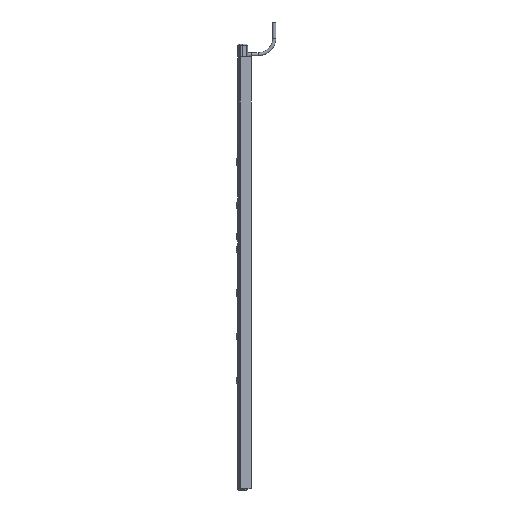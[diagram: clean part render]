
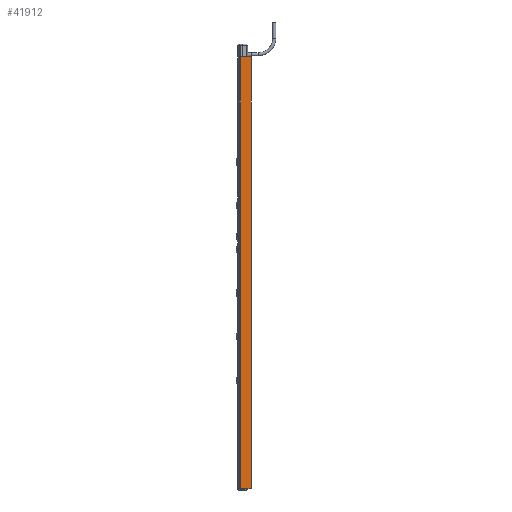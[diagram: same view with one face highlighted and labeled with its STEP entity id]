
A CAD part, left-side view. The second image highlights one B-rep face of the part: STEP entity #41912.
In plain terms, the highlighted planar face has unit normal (-1, 0, 0).
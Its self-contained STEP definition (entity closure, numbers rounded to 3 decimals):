
#1091=DIRECTION('',(0.,-1.,0.));
#1092=VECTOR('',#1091,13.223);
#1093=CARTESIAN_POINT('',(-6.,4.973,-269.45));
#1094=LINE('',#1093,#1092);
#1208=DIRECTION('',(0.,0.,-1.));
#1209=VECTOR('',#1208,534.45);
#1210=CARTESIAN_POINT('',(-6.,4.973,265.));
#1211=LINE('',#1210,#1209);
#30368=DIRECTION('',(0.,-1.,0.));
#30369=VECTOR('',#30368,13.223);
#30370=CARTESIAN_POINT('',(-6.,4.973,265.));
#30371=LINE('',#30370,#30369);
#30535=DIRECTION('',(0.,0.,1.));
#30536=VECTOR('',#30535,534.45);
#30537=CARTESIAN_POINT('',(-6.,-8.25,-269.45));
#30538=LINE('',#30537,#30536);
#38680=CARTESIAN_POINT('',(-6.,-8.25,-269.45));
#38681=CARTESIAN_POINT('',(-6.,-8.25,265.));
#38682=VERTEX_POINT('',#38680);
#38683=VERTEX_POINT('',#38681);
#38720=CARTESIAN_POINT('',(-6.,4.973,-269.45));
#38721=VERTEX_POINT('',#38720);
#38724=CARTESIAN_POINT('',(-6.,4.973,265.));
#38725=VERTEX_POINT('',#38724);
#41898=CARTESIAN_POINT('',(-6.,5.317,-269.45));
#41899=DIRECTION('',(-1.,0.,0.));
#41900=DIRECTION('',(0.,-1.,0.));
#41901=AXIS2_PLACEMENT_3D('',#41898,#41899,#41900);
#41902=PLANE('',#41901);
#41903=ORIENTED_EDGE('',*,*,#41792,.F.);
#41905=ORIENTED_EDGE('',*,*,#41904,.F.);
#41907=ORIENTED_EDGE('',*,*,#41906,.T.);
#41909=ORIENTED_EDGE('',*,*,#41908,.F.);
#41910=EDGE_LOOP('',(#41903,#41905,#41907,#41909));
#41911=FACE_OUTER_BOUND('',#41910,.F.);
#41912=ADVANCED_FACE('',(#41911),#41902,.T.);
#41792=EDGE_CURVE('',#38721,#38682,#1094,.T.);
#41904=EDGE_CURVE('',#38725,#38721,#1211,.T.);
#41906=EDGE_CURVE('',#38725,#38683,#30371,.T.);
#41908=EDGE_CURVE('',#38682,#38683,#30538,.T.);
